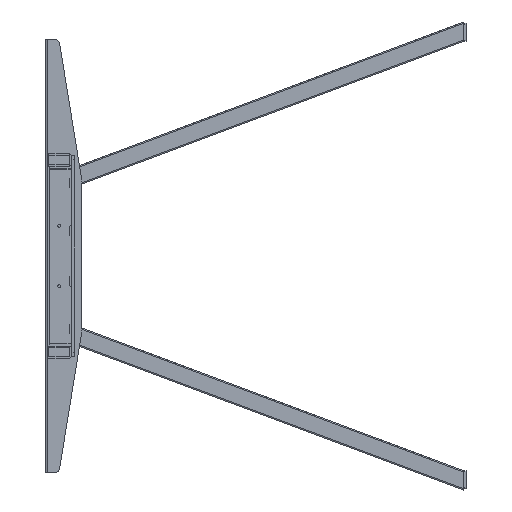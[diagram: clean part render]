
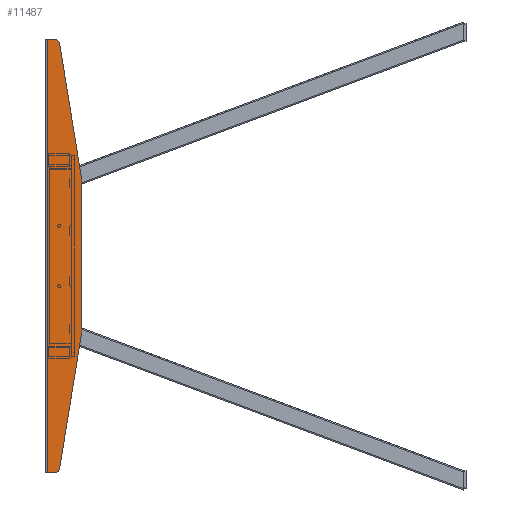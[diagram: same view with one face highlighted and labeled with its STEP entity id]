
A CAD part, left-side view. The second image highlights one B-rep face of the part: STEP entity #11487.
In plain terms, the highlighted planar face has unit normal (-1, 0, 0).
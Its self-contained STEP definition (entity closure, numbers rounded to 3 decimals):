
#338 = CARTESIAN_POINT ( 'NONE',  ( -1217., 685.778, 359.9 ) ) ;
#1269 = CARTESIAN_POINT ( 'NONE',  ( -1217., 639.101, 120.866 ) ) ;
#1305 = CARTESIAN_POINT ( 'NONE',  ( -1217., 639.101, -121.066 ) ) ;
#1578 = CARTESIAN_POINT ( 'NONE',  ( -1217., 639.748, 128.882 ) ) ;
#1711 = VERTEX_POINT ( 'NONE', #1578 ) ;
#2113 = AXIS2_PLACEMENT_3D ( 'NONE', #7014, #39153, #4072 ) ;
#2902 = CARTESIAN_POINT ( 'NONE',  ( -1217., 689.101, -121.066 ) ) ;
#3506 = EDGE_CURVE ( 'NONE', #10521, #33095, #41183, .T. ) ;
#4072 = DIRECTION ( 'NONE',  ( 0., 0., 1. ) ) ;
#4514 = ORIENTED_EDGE ( 'NONE', *, *, #40357, .F. ) ;
#4713 = CARTESIAN_POINT ( 'NONE',  ( -1217., 675.907, 351.503 ) ) ;
#4859 = ORIENTED_EDGE ( 'NONE', *, *, #16444, .F. ) ;
#5866 = VECTOR ( 'NONE', #19153, 1000. ) ;
#6292 = FACE_OUTER_BOUND ( 'NONE', #31667, .T. ) ;
#6544 = ORIENTED_EDGE ( 'NONE', *, *, #3506, .T. ) ;
#6547 = DIRECTION ( 'NONE',  ( 0., 0., 1. ) ) ;
#6748 = LINE ( 'NONE', #12265, #31671 ) ;
#6896 = LINE ( 'NONE', #19299, #5866 ) ;
#7014 = CARTESIAN_POINT ( 'NONE',  ( -1217., 700.101, 359.9 ) ) ;
#7159 = CARTESIAN_POINT ( 'NONE',  ( -1217., 689.101, 120.866 ) ) ;
#7581 = EDGE_CURVE ( 'NONE', #41022, #1711, #21222, .T. ) ;
#8388 = VERTEX_POINT ( 'NONE', #11477 ) ;
#9211 = VERTEX_POINT ( 'NONE', #10884 ) ;
#10357 = ORIENTED_EDGE ( 'NONE', *, *, #27779, .F. ) ;
#10521 = VERTEX_POINT ( 'NONE', #24270 ) ;
#10535 = CARTESIAN_POINT ( 'NONE',  ( -1217., 677.271, 359.9 ) ) ;
#10884 = CARTESIAN_POINT ( 'NONE',  ( -1217., 675.907, -351.703 ) ) ;
#10973 = DIRECTION ( 'NONE',  ( -1., 0., 0. ) ) ;
#11104 = AXIS2_PLACEMENT_3D ( 'NONE', #7159, #10973, #33428 ) ;
#11197 = VERTEX_POINT ( 'NONE', #21651 ) ;
#11374 = DIRECTION ( 'NONE',  ( -1., 0., 0. ) ) ;
#11477 = CARTESIAN_POINT ( 'NONE',  ( -1217., 685.778, -360.1 ) ) ;
#11487 = ADVANCED_FACE ( 'NONE', ( #6292 ), #23190, .T. ) ;
#11647 = CARTESIAN_POINT ( 'NONE',  ( -1217., 696.101, -360.1 ) ) ;
#12265 = CARTESIAN_POINT ( 'NONE',  ( -1217., 639.101, -125.1 ) ) ;
#14162 = ORIENTED_EDGE ( 'NONE', *, *, #27974, .F. ) ;
#14314 = VECTOR ( 'NONE', #23595, 1000. ) ;
#15375 = DIRECTION ( 'NONE',  ( 0., 0.16, -0.987 ) ) ;
#16444 = EDGE_CURVE ( 'NONE', #11197, #9211, #28453, .T. ) ;
#17441 = ORIENTED_EDGE ( 'NONE', *, *, #29368, .T. ) ;
#18028 = EDGE_CURVE ( 'NONE', #36023, #36258, #38651, .T. ) ;
#18166 = CARTESIAN_POINT ( 'NONE',  ( -1217., 685.778, 349.9 ) ) ;
#18301 = DIRECTION ( 'NONE',  ( 0., 0., 1. ) ) ;
#18486 = DIRECTION ( 'NONE',  ( 0., 0., -1. ) ) ;
#19135 = DIRECTION ( 'NONE',  ( -1., 0., 0. ) ) ;
#19153 = DIRECTION ( 'NONE',  ( 0., 1., 0. ) ) ;
#19285 = EDGE_CURVE ( 'NONE', #36023, #1711, #40578, .T. ) ;
#19299 = CARTESIAN_POINT ( 'NONE',  ( -1217., 700.101, -360.1 ) ) ;
#19721 = VECTOR ( 'NONE', #15375, 1000. ) ;
#21118 = ORIENTED_EDGE ( 'NONE', *, *, #18028, .T. ) ;
#21222 = CIRCLE ( 'NONE', #11104, 50. ) ;
#21651 = CARTESIAN_POINT ( 'NONE',  ( -1217., 639.748, -129.082 ) ) ;
#23190 = PLANE ( 'NONE',  #2113 ) ;
#23237 = VECTOR ( 'NONE', #23891, 1000. ) ;
#23595 = DIRECTION ( 'NONE',  ( 0., -1., 0. ) ) ;
#23891 = DIRECTION ( 'NONE',  ( 0., -0.16, -0.987 ) ) ;
#24270 = CARTESIAN_POINT ( 'NONE',  ( -1217., 696.101, 359.9 ) ) ;
#25551 = VERTEX_POINT ( 'NONE', #1305 ) ;
#25781 = DIRECTION ( 'NONE',  ( 0., 0., -1. ) ) ;
#26105 = ORIENTED_EDGE ( 'NONE', *, *, #7581, .T. ) ;
#26546 = EDGE_CURVE ( 'NONE', #8388, #9211, #29357, .T. ) ;
#26613 = LINE ( 'NONE', #10535, #14314 ) ;
#27779 = EDGE_CURVE ( 'NONE', #41022, #25551, #6748, .T. ) ;
#27911 = ORIENTED_EDGE ( 'NONE', *, *, #26546, .T. ) ;
#27949 = CARTESIAN_POINT ( 'NONE',  ( -1217., 677.271, -360.1 ) ) ;
#27974 = EDGE_CURVE ( 'NONE', #10521, #36258, #26613, .T. ) ;
#28453 = LINE ( 'NONE', #27949, #19721 ) ;
#29357 = CIRCLE ( 'NONE', #34338, 10. ) ;
#29368 = EDGE_CURVE ( 'NONE', #11197, #25551, #39953, .T. ) ;
#31410 = AXIS2_PLACEMENT_3D ( 'NONE', #2902, #19135, #41945 ) ;
#31667 = EDGE_LOOP ( 'NONE', ( #4859, #17441, #10357, #26105, #37938, #21118, #14162, #6544, #4514, #27911 ) ) ;
#31671 = VECTOR ( 'NONE', #25781, 1000. ) ;
#32548 = CARTESIAN_POINT ( 'NONE',  ( -1217., 685.778, -350.1 ) ) ;
#33095 = VERTEX_POINT ( 'NONE', #11647 ) ;
#33428 = DIRECTION ( 'NONE',  ( 0., 0., 1. ) ) ;
#34338 = AXIS2_PLACEMENT_3D ( 'NONE', #32548, #35828, #6547 ) ;
#34985 = CARTESIAN_POINT ( 'NONE',  ( -1217., 696.101, 359.9 ) ) ;
#35828 = DIRECTION ( 'NONE',  ( -1., 0., 0. ) ) ;
#36023 = VERTEX_POINT ( 'NONE', #4713 ) ;
#36258 = VERTEX_POINT ( 'NONE', #338 ) ;
#36838 = CARTESIAN_POINT ( 'NONE',  ( -1217., 639.101, 124.9 ) ) ;
#37938 = ORIENTED_EDGE ( 'NONE', *, *, #19285, .F. ) ;
#38651 = CIRCLE ( 'NONE', #40652, 10. ) ;
#39153 = DIRECTION ( 'NONE',  ( -1., 0., 0. ) ) ;
#39953 = CIRCLE ( 'NONE', #31410, 50. ) ;
#40157 = VECTOR ( 'NONE', #18486, 1000. ) ;
#40357 = EDGE_CURVE ( 'NONE', #8388, #33095, #6896, .T. ) ;
#40578 = LINE ( 'NONE', #36838, #23237 ) ;
#40652 = AXIS2_PLACEMENT_3D ( 'NONE', #18166, #11374, #18301 ) ;
#41022 = VERTEX_POINT ( 'NONE', #1269 ) ;
#41183 = LINE ( 'NONE', #34985, #40157 ) ;
#41945 = DIRECTION ( 'NONE',  ( 0., 0., 1. ) ) ;
